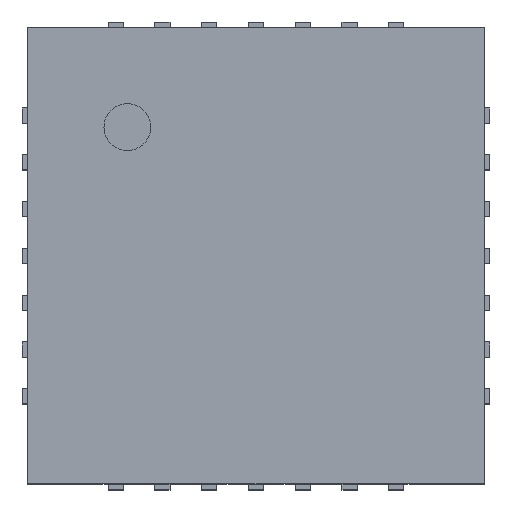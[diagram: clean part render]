
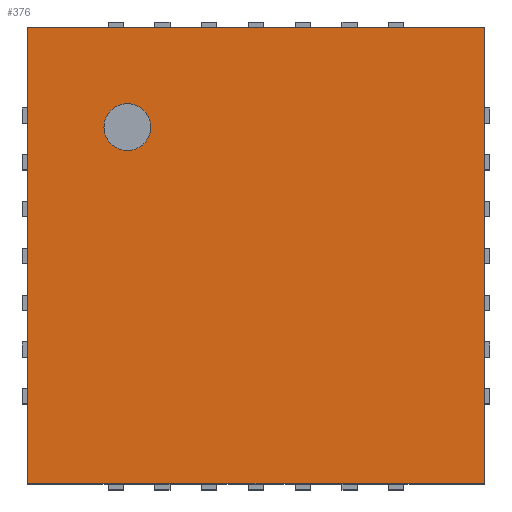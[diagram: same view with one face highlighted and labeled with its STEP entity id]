
A CAD part, top view. The second image highlights one B-rep face of the part: STEP entity #376.
In plain terms, the highlighted planar face has unit normal (0, 0, 1).
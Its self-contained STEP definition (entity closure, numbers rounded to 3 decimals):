
#116 = EDGE_CURVE('',#117,#119,#121,.T.);
#117 = VERTEX_POINT('',#118);
#118 = CARTESIAN_POINT('',(-1.95,1.95,1.1));
#119 = VERTEX_POINT('',#120);
#120 = CARTESIAN_POINT('',(1.95,1.95,1.1));
#121 = LINE('',#122,#123);
#122 = CARTESIAN_POINT('',(-1.95,1.95,1.1));
#123 = VECTOR('',#124,1.);
#124 = DIRECTION('',(1.,0.,0.));
#376 = ADVANCED_FACE('',(#377),#402,.T.);
#377 = FACE_BOUND('',#378,.T.);
#378 = EDGE_LOOP('',(#379,#380,#388,#396));
#379 = ORIENTED_EDGE('',*,*,#116,.F.);
#380 = ORIENTED_EDGE('',*,*,#381,.T.);
#381 = EDGE_CURVE('',#117,#382,#384,.T.);
#382 = VERTEX_POINT('',#383);
#383 = CARTESIAN_POINT('',(-1.95,-1.95,1.1));
#384 = LINE('',#385,#386);
#385 = CARTESIAN_POINT('',(-1.95,1.95,1.1));
#386 = VECTOR('',#387,1.);
#387 = DIRECTION('',(0.,-1.,0.));
#388 = ORIENTED_EDGE('',*,*,#389,.T.);
#389 = EDGE_CURVE('',#382,#390,#392,.T.);
#390 = VERTEX_POINT('',#391);
#391 = CARTESIAN_POINT('',(1.95,-1.95,1.1));
#392 = LINE('',#393,#394);
#393 = CARTESIAN_POINT('',(-1.95,-1.95,1.1));
#394 = VECTOR('',#395,1.);
#395 = DIRECTION('',(1.,0.,0.));
#396 = ORIENTED_EDGE('',*,*,#397,.F.);
#397 = EDGE_CURVE('',#119,#390,#398,.T.);
#398 = LINE('',#399,#400);
#399 = CARTESIAN_POINT('',(1.95,1.95,1.1));
#400 = VECTOR('',#401,1.);
#401 = DIRECTION('',(0.,-1.,0.));
#402 = PLANE('',#403);
#403 = AXIS2_PLACEMENT_3D('',#404,#405,#406);
#404 = CARTESIAN_POINT('',(-1.95,1.95,1.1));
#405 = DIRECTION('',(0.,0.,1.));
#406 = DIRECTION('',(0.,-1.,0.));
